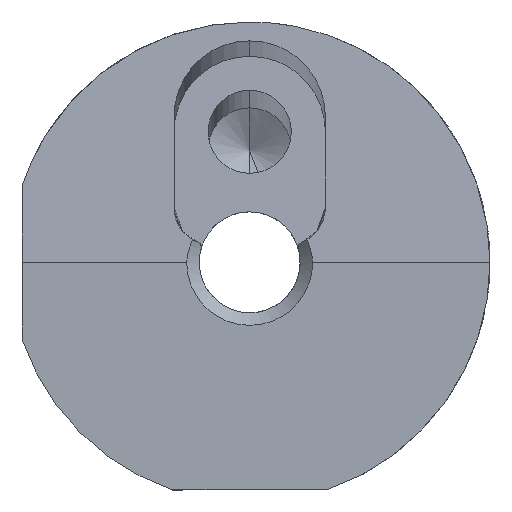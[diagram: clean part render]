
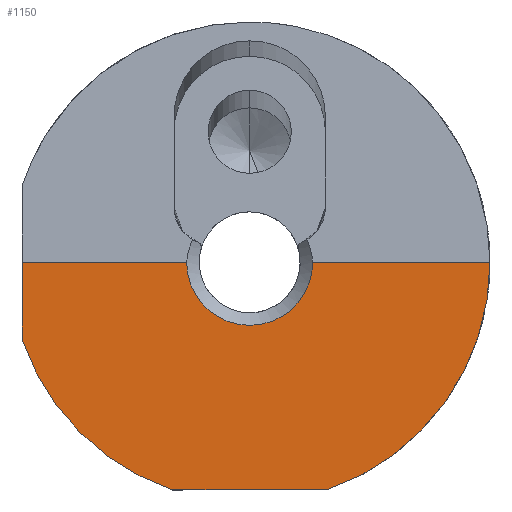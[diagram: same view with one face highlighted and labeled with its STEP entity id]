
A CAD part, left-side view. The second image highlights one B-rep face of the part: STEP entity #1150.
In plain terms, the highlighted planar face has unit normal (-1, 0, 0).
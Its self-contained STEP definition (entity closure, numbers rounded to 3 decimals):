
#21 = EDGE_CURVE ( 'NONE', #108, #947, #1077, .T. ) ;
#23 = DIRECTION ( 'NONE',  ( 0., -1., 0. ) ) ;
#26 = EDGE_CURVE ( 'NONE', #354, #396, #1412, .T. ) ;
#63 = ORIENTED_EDGE ( 'NONE', *, *, #297, .F. ) ;
#108 = VERTEX_POINT ( 'NONE', #1122 ) ;
#129 = VERTEX_POINT ( 'NONE', #881 ) ;
#130 = CARTESIAN_POINT ( 'NONE',  ( -133., -2.5, 0. ) ) ;
#179 = CARTESIAN_POINT ( 'NONE',  ( -133., 3.045, -9.025 ) ) ;
#184 = DIRECTION ( 'NONE',  ( 0., 0., 1. ) ) ;
#185 = DIRECTION ( 'NONE',  ( 0., 0., 1. ) ) ;
#188 = DIRECTION ( 'NONE',  ( -1., 0., 0. ) ) ;
#198 = CARTESIAN_POINT ( 'NONE',  ( -133., 0., 0. ) ) ;
#293 = CARTESIAN_POINT ( 'NONE',  ( -133., -3.045, -9.025 ) ) ;
#297 = EDGE_CURVE ( 'NONE', #890, #129, #621, .T. ) ;
#318 = VECTOR ( 'NONE', #23, 1000. ) ;
#328 = EDGE_CURVE ( 'NONE', #947, #890, #356, .T. ) ;
#350 = CARTESIAN_POINT ( 'NONE',  ( -133., 9.025, -3.045 ) ) ;
#354 = VERTEX_POINT ( 'NONE', #179 ) ;
#356 = CIRCLE ( 'NONE', #1221, 2.5 ) ;
#361 = AXIS2_PLACEMENT_3D ( 'NONE', #1087, #403, #1205 ) ;
#396 = VERTEX_POINT ( 'NONE', #293 ) ;
#403 = DIRECTION ( 'NONE',  ( -1., 0., 0. ) ) ;
#409 = EDGE_CURVE ( 'NONE', #396, #129, #1160, .T. ) ;
#424 = DIRECTION ( 'NONE',  ( 1., 0., 0. ) ) ;
#453 = ORIENTED_EDGE ( 'NONE', *, *, #328, .F. ) ;
#465 = EDGE_LOOP ( 'NONE', ( #1294, #1457, #515, #63, #453, #872, #721 ) ) ;
#490 = AXIS2_PLACEMENT_3D ( 'NONE', #1188, #782, #184 ) ;
#497 = CARTESIAN_POINT ( 'NONE',  ( -133., 2.5, 0. ) ) ;
#500 = VECTOR ( 'NONE', #1454, 1000. ) ;
#515 = ORIENTED_EDGE ( 'NONE', *, *, #409, .T. ) ;
#525 = FACE_OUTER_BOUND ( 'NONE', #465, .T. ) ;
#544 = CARTESIAN_POINT ( 'NONE',  ( -133., 9.525, 0. ) ) ;
#577 = VERTEX_POINT ( 'NONE', #350 ) ;
#601 = LINE ( 'NONE', #643, #1313 ) ;
#614 = DIRECTION ( 'NONE',  ( 0., -1., 0. ) ) ;
#621 = LINE ( 'NONE', #544, #318 ) ;
#643 = CARTESIAN_POINT ( 'NONE',  ( -133., 9.025, 0. ) ) ;
#715 = CARTESIAN_POINT ( 'NONE',  ( -133., 9.525, 0. ) ) ;
#721 = ORIENTED_EDGE ( 'NONE', *, *, #1092, .T. ) ;
#782 = DIRECTION ( 'NONE',  ( -1., 0., 0. ) ) ;
#872 = ORIENTED_EDGE ( 'NONE', *, *, #21, .F. ) ;
#881 = CARTESIAN_POINT ( 'NONE',  ( -133., -9.525, 0. ) ) ;
#890 = VERTEX_POINT ( 'NONE', #130 ) ;
#947 = VERTEX_POINT ( 'NONE', #497 ) ;
#985 = CIRCLE ( 'NONE', #361, 9.525 ) ;
#1004 = EDGE_CURVE ( 'NONE', #577, #354, #985, .T. ) ;
#1077 = LINE ( 'NONE', #715, #500 ) ;
#1087 = CARTESIAN_POINT ( 'NONE',  ( -133., 0., 0. ) ) ;
#1092 = EDGE_CURVE ( 'NONE', #108, #577, #601, .T. ) ;
#1110 = PLANE ( 'NONE',  #1349 ) ;
#1118 = CARTESIAN_POINT ( 'NONE',  ( -133., 9.525, 0. ) ) ;
#1121 = VECTOR ( 'NONE', #614, 1000. ) ;
#1122 = CARTESIAN_POINT ( 'NONE',  ( -133., 9.025, 0. ) ) ;
#1150 = ADVANCED_FACE ( 'NONE', ( #525 ), #1110, .F. ) ;
#1160 = CIRCLE ( 'NONE', #490, 9.525 ) ;
#1179 = CARTESIAN_POINT ( 'NONE',  ( -133., 9.525, -9.025 ) ) ;
#1188 = CARTESIAN_POINT ( 'NONE',  ( -133., 0., 0. ) ) ;
#1205 = DIRECTION ( 'NONE',  ( 0., 0., 1. ) ) ;
#1221 = AXIS2_PLACEMENT_3D ( 'NONE', #198, #188, #185 ) ;
#1229 = DIRECTION ( 'NONE',  ( 0., 0., -1. ) ) ;
#1294 = ORIENTED_EDGE ( 'NONE', *, *, #1004, .T. ) ;
#1313 = VECTOR ( 'NONE', #1442, 1000. ) ;
#1349 = AXIS2_PLACEMENT_3D ( 'NONE', #1118, #424, #1229 ) ;
#1412 = LINE ( 'NONE', #1179, #1121 ) ;
#1442 = DIRECTION ( 'NONE',  ( 0., 0., -1. ) ) ;
#1454 = DIRECTION ( 'NONE',  ( 0., -1., 0. ) ) ;
#1457 = ORIENTED_EDGE ( 'NONE', *, *, #26, .T. ) ;
